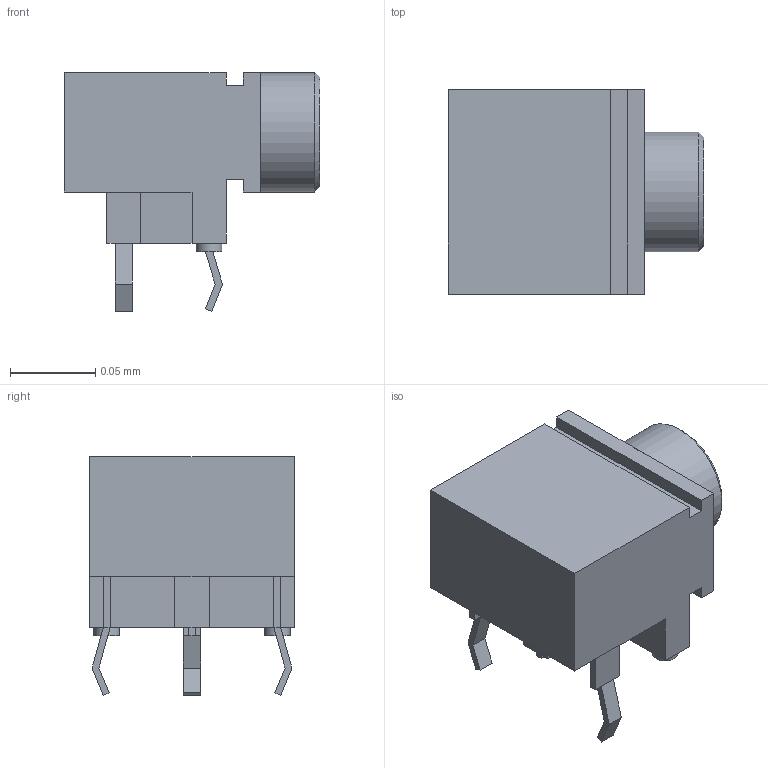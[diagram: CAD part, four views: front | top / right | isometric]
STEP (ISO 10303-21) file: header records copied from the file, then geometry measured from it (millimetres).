
FILE_DESCRIPTION(/* description */ (''),/* implementation_level */ '2;1');
FILE_NAME(/* name */ 'CUI_DEVICES_SJ1-3553NG_v1.step',/* time_stamp */ '2022-09-07T18:11:17-05:00',/* author */ (''),/* organization */ (''),/* preprocessor_version */ 'ST-DEVELOPER v19',/* originating_system */ 'Autodesk Translation Framework v11.7.0.108',/* authorisation */ '');
FILE_SCHEMA (('AUTOMOTIVE_DESIGN { 1 0 10303 214 3 1 1 }'));
Length unit declared in the file: millimetre
Products named in the file (1): CUI_DEVICES_SJ1-3553NG
Bounding box: 0.15 x 0.12 x 0.14 mm (x, y, z)
Volume: 0 mm3; surface area: 0.1 mm2
Topology: 1 solids, 1 shells, 70 faces, 171 edges, 110 vertices
Faces by surface type: plane 65, cylinder 4, cone 1
Full cylindrical faces by diameter (mm): 0.015 x2, 0.036 x1, 0.07 x1
Entity records: 2154 total; most frequent: CARTESIAN_POINT 352, ORIENTED_EDGE 342, DIRECTION 323, EDGE_CURVE 171, LINE 161, VECTOR 161, VERTEX_POINT 110, AXIS2_PLACEMENT_3D 81
